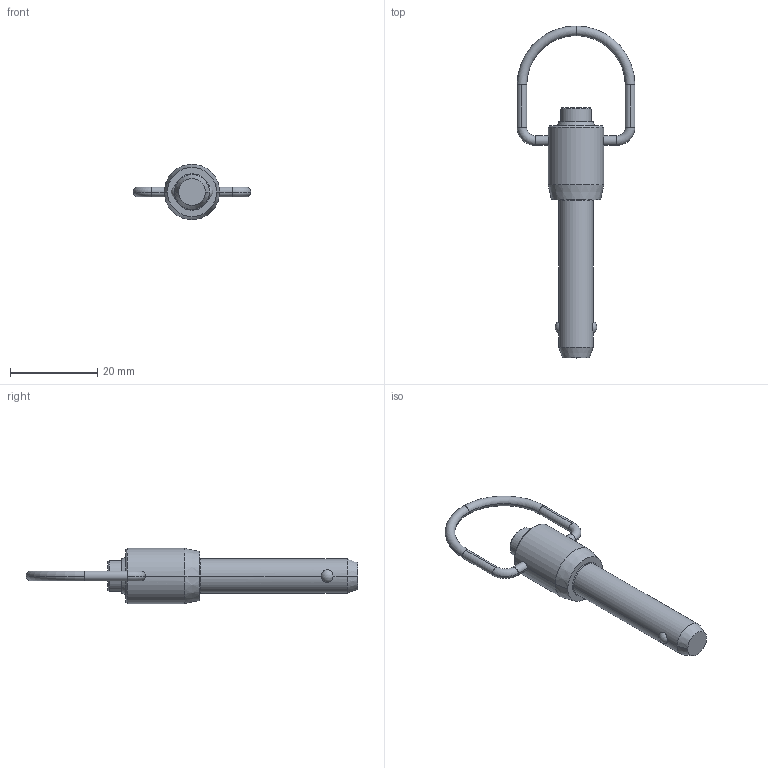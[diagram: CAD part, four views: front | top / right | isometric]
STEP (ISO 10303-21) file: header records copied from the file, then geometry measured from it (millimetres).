
FILE_DESCRIPTION(('STEP AP214'),'1');
FILE_NAME('EH_4213_C11_.stp','2017-01-30T14:32:17',('TraceParts'),('TraceParts S.A.'),'Spatial InterOp 3D',' ',' ');
FILE_SCHEMA(('automotive_design'));
Length unit declared in the file: millimetre
Products named in the file (1): 1
Bounding box: 27 x 76.14 x 12.7 mm (x, y, z)
Volume: 4328.9 mm3; surface area: 2363.4 mm2
Topology: 1 solids, 1 shells, 41 faces, 101 edges, 63 vertices
Faces by surface type: cylinder 14, torus 10, cone 10, plane 5, sphere 2
Entity records: 1728 total; most frequent: CARTESIAN_POINT 378, DIRECTION 234, ORIENTED_EDGE 202, AXIS2_PLACEMENT_3D 103, EDGE_CURVE 101, VERTEX_POINT 63, CIRCLE 61, EDGE_LOOP 44
